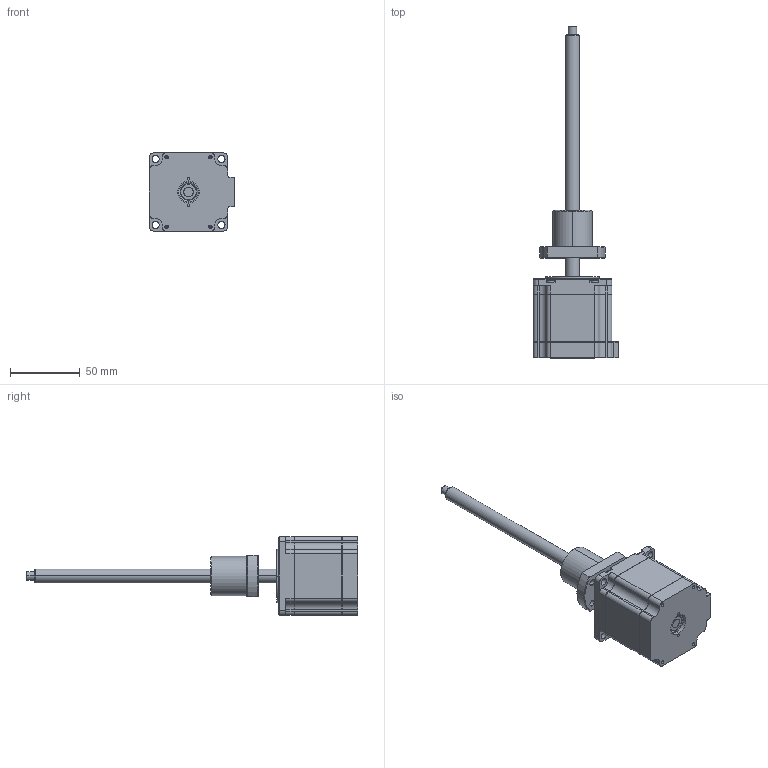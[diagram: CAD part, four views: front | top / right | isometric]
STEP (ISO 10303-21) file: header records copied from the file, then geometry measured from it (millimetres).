
FILE_DESCRIPTION (( 'STEP AP203' ), '1' );
FILE_NAME ('BE238S-B1010-175-BM1-S-220.STEP', '2019-04-14T07:50:49', ( 'Sky123.Org' ), ( 'Sky123.Org' ), 'SwSTEP 2.0', 'SolidWorks 2014', '' );
FILE_SCHEMA (( 'CONFIG_CONTROL_DESIGN' ));
Length unit declared in the file: millimetre
Products named in the file (1): BE238S-B1010-175-BM1-S-220
Bounding box: 61.2 x 237.5 x 56.2 mm (x, y, z)
Surface area: 38221.1 mm2 (no closed solid volume)
Topology: 0 solids, 16 shells, 381 faces, 1153 edges, 781 vertices
Faces by surface type: plane 184, cylinder 104, cone 81, sphere 8, torus 4
Entity records: 13390 total; most frequent: CARTESIAN_POINT 2914, DIRECTION 2214, ORIENTED_EDGE 2006, EDGE_CURVE 1153, VERTEX_POINT 781, AXIS2_PLACEMENT_3D 781, LINE 652, VECTOR 652
